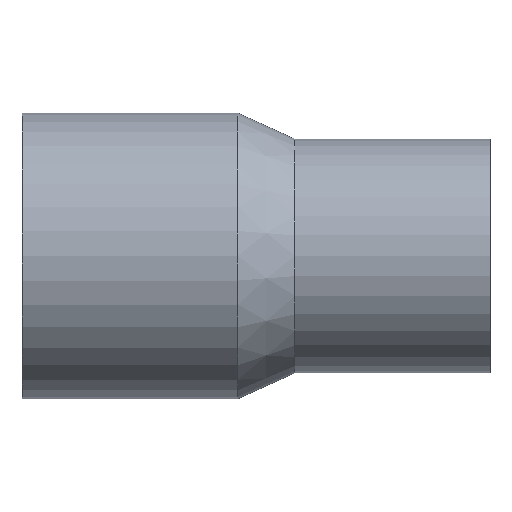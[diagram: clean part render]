
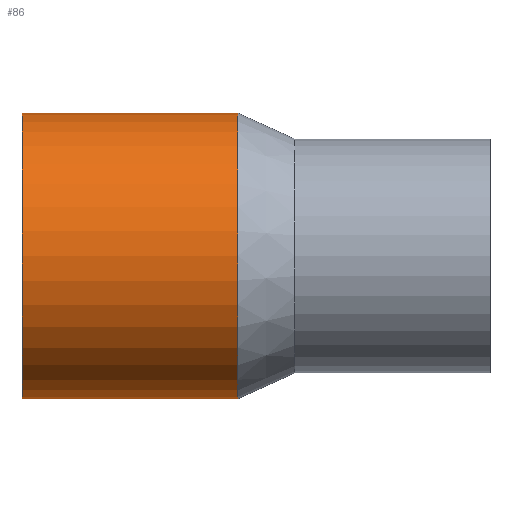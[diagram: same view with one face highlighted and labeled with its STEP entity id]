
A CAD part, top view. The second image highlights one B-rep face of the part: STEP entity #86.
In plain terms, the highlighted cylindrical face has radius 55 mm (diameter 110 mm), a partial arc.
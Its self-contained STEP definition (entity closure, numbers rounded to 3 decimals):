
#86 = ADVANCED_FACE( '', ( #113 ), #114, .T. );
#113 = FACE_OUTER_BOUND( '', #143, .T. );
#114 = CYLINDRICAL_SURFACE( '', #144, 55. );
#143 = EDGE_LOOP( '', ( #227, #228, #229, #230 ) );
#144 = AXIS2_PLACEMENT_3D( '', #231, #232, #233 );
#227 = ORIENTED_EDGE( '', *, *, #252, .T. );
#228 = ORIENTED_EDGE( '', *, *, #274, .F. );
#229 = ORIENTED_EDGE( '', *, *, #254, .T. );
#230 = ORIENTED_EDGE( '', *, *, #273, .T. );
#231 = CARTESIAN_POINT( '', ( 41.5, 0., 0. ) );
#232 = DIRECTION( '', ( 1., 0., 0. ) );
#233 = DIRECTION( '', ( 0., 1., 0. ) );
#252 = EDGE_CURVE( '', #284, #285, #286, .T. );
#254 = EDGE_CURVE( '', #289, #287, #290, .T. );
#273 = EDGE_CURVE( '', #287, #284, #317, .T. );
#274 = EDGE_CURVE( '', #289, #285, #318, .T. );
#284 = VERTEX_POINT( '', #330 );
#285 = VERTEX_POINT( '', #331 );
#286 = LINE( '', #332, #333 );
#287 = VERTEX_POINT( '', #334 );
#289 = VERTEX_POINT( '', #336 );
#290 = LINE( '', #337, #338 );
#317 = CIRCLE( '', #373, 55. );
#318 = CIRCLE( '', #374, 55. );
#330 = CARTESIAN_POINT( '', ( 83., 55., 0. ) );
#331 = CARTESIAN_POINT( '', ( 0., 55., 0. ) );
#332 = CARTESIAN_POINT( '', ( 41.5, 55., 0. ) );
#333 = VECTOR( '', #384, 1. );
#334 = CARTESIAN_POINT( '', ( 83., -55., 0. ) );
#336 = CARTESIAN_POINT( '', ( 0., -55., 0. ) );
#337 = CARTESIAN_POINT( '', ( 41.5, -55., 0. ) );
#338 = VECTOR( '', #388, 1. );
#373 = AXIS2_PLACEMENT_3D( '', #427, #428, #429 );
#374 = AXIS2_PLACEMENT_3D( '', #430, #431, #432 );
#384 = DIRECTION( '', ( -1., 0., 0. ) );
#388 = DIRECTION( '', ( 1., 0., 0. ) );
#427 = CARTESIAN_POINT( '', ( 83., 0., 0. ) );
#428 = DIRECTION( '', ( -1., 0., 0. ) );
#429 = DIRECTION( '', ( 0., 1., 0. ) );
#430 = CARTESIAN_POINT( '', ( 0., 0., 0. ) );
#431 = DIRECTION( '', ( -1., 0., 0. ) );
#432 = DIRECTION( '', ( 0., 1., 0. ) );
